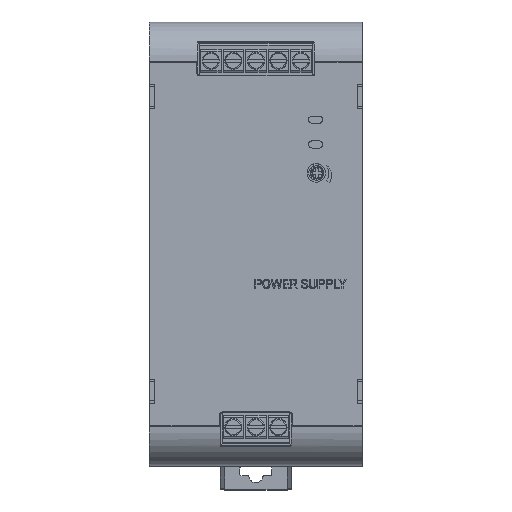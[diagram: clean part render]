
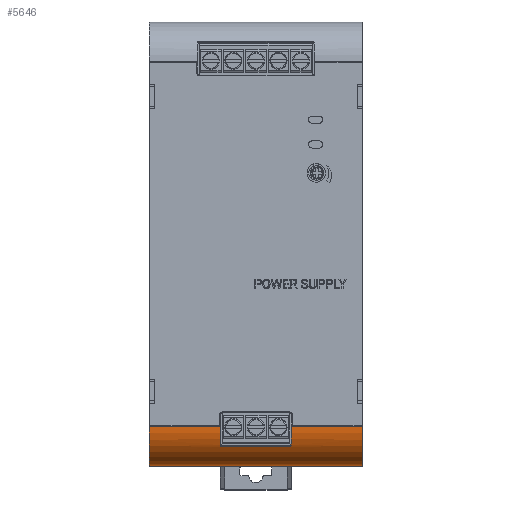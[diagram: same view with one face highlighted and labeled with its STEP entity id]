
A CAD part, top view. The second image highlights one B-rep face of the part: STEP entity #5646.
In plain terms, the highlighted cylindrical face has radius 11.2 mm (diameter 22.4 mm), a partial arc.
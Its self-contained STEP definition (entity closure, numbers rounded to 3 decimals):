
#189 = EDGE_CURVE ( 'NONE', #45515, #8897, #50020, .T. ) ;
#574 = CARTESIAN_POINT ( 'NONE',  ( -9.573, -57.099, 68.382 ) ) ;
#1305 = EDGE_CURVE ( 'NONE', #8897, #66013, #27304, .T. ) ;
#2487 = CARTESIAN_POINT ( 'NONE',  ( 30., -51.3, 58.8 ) ) ;
#5646 = ADVANCED_FACE ( 'NONE', ( #15174 ), #73492, .T. ) ;
#5797 = DIRECTION ( 'NONE',  ( 1., 0., 0. ) ) ;
#7750 = CARTESIAN_POINT ( 'NONE',  ( -9.909, -56.895, 68.502 ) ) ;
#7987 = DIRECTION ( 'NONE',  ( -1., 0., 0. ) ) ;
#8111 = CARTESIAN_POINT ( 'NONE',  ( -9.5, -57.1, 68.381 ) ) ;
#8112 = B_SPLINE_CURVE_WITH_KNOTS ( 'NONE', 3,
 ( #66066, #574, #78995, #21611, #57474, #59364, #88053, #7750, #22542, #50295, #65597, #94280 ),
 .UNSPECIFIED., .F., .F.,
 ( 4, 2, 2, 2, 2, 4 ),
 ( 0., 0.25, 0.375, 0.5, 0.75, 1. ),
 .UNSPECIFIED. ) ;
#8897 = VERTEX_POINT ( 'NONE', #89280 ) ;
#10252 = DIRECTION ( 'NONE',  ( -1., 0., 0. ) ) ;
#11440 = CARTESIAN_POINT ( 'NONE',  ( 9.773, -57.04, 68.418 ) ) ;
#11619 = CARTESIAN_POINT ( 'NONE',  ( 9.5, -57.1, 68.381 ) ) ;
#13100 = DIRECTION ( 'NONE',  ( 0., 0., 1. ) ) ;
#13430 = CARTESIAN_POINT ( 'NONE',  ( -10., -57.1, 68.381 ) ) ;
#13896 = AXIS2_PLACEMENT_3D ( 'NONE', #80023, #34610, #13100 ) ;
#15174 = FACE_OUTER_BOUND ( 'NONE', #46786, .T. ) ;
#16503 = CARTESIAN_POINT ( 'NONE',  ( 30., -51.3, 70. ) ) ;
#17303 = CARTESIAN_POINT ( 'NONE',  ( -30., -62.5, 58.8 ) ) ;
#19077 = CARTESIAN_POINT ( 'NONE',  ( 9.954, -56.812, 68.55 ) ) ;
#20066 = EDGE_CURVE ( 'NONE', #43689, #24299, #22553, .T. ) ;
#20599 = DIRECTION ( 'NONE',  ( 1., 0., 0. ) ) ;
#20612 = CARTESIAN_POINT ( 'NONE',  ( -30., -51.3, 70. ) ) ;
#21466 = CIRCLE ( 'NONE', #13896, 11.2 ) ;
#21611 = CARTESIAN_POINT ( 'NONE',  ( -9.734, -57.043, 68.415 ) ) ;
#22542 = CARTESIAN_POINT ( 'NONE',  ( -9.943, -56.84, 68.534 ) ) ;
#22553 = CIRCLE ( 'NONE', #54612, 11.2 ) ;
#24299 = VERTEX_POINT ( 'NONE', #94643 ) ;
#25777 = VECTOR ( 'NONE', #5797, 1000. ) ;
#25780 = CARTESIAN_POINT ( 'NONE',  ( 9.989, -56.722, 68.6 ) ) ;
#27197 = CARTESIAN_POINT ( 'NONE',  ( 9.646, -57.098, 68.382 ) ) ;
#27285 = DIRECTION ( 'NONE',  ( 0., 0., 1. ) ) ;
#27304 = LINE ( 'NONE', #20612, #25777 ) ;
#27353 = B_SPLINE_CURVE_WITH_KNOTS ( 'NONE', 3,
 ( #54950, #85556, #25780, #19077, #91273, #55419, #76941, #11440, #27197, #69766 ),
 .UNSPECIFIED., .F., .F.,
 ( 4, 2, 2, 2, 4 ),
 ( 0., 0.25, 0.375, 0.5, 1. ),
 .UNSPECIFIED. ) ;
#32858 = VERTEX_POINT ( 'NONE', #17303 ) ;
#34610 = DIRECTION ( 'NONE',  ( -1., 0., 0. ) ) ;
#36103 = VECTOR ( 'NONE', #20599, 1000. ) ;
#36221 = CARTESIAN_POINT ( 'NONE',  ( -30., -51.3, 70. ) ) ;
#36222 = DIRECTION ( 'NONE',  ( 0., 0., 1. ) ) ;
#37154 = DIRECTION ( 'NONE',  ( 0., 0., 1. ) ) ;
#38129 = VERTEX_POINT ( 'NONE', #11619 ) ;
#38937 = DIRECTION ( 'NONE',  ( 1., 0., 0. ) ) ;
#42865 = EDGE_CURVE ( 'NONE', #47387, #24299, #8112, .T. ) ;
#43357 = ORIENTED_EDGE ( 'NONE', *, *, #85323, .T. ) ;
#43689 = VERTEX_POINT ( 'NONE', #94061 ) ;
#44328 = CARTESIAN_POINT ( 'NONE',  ( -30., -51.3, 58.8 ) ) ;
#45515 = VERTEX_POINT ( 'NONE', #69910 ) ;
#46786 = EDGE_LOOP ( 'NONE', ( #66944, #93269, #78133, #68952, #86740, #85637, #52691, #43357, #85167, #56523 ) ) ;
#47387 = VERTEX_POINT ( 'NONE', #8111 ) ;
#50020 = CIRCLE ( 'NONE', #80628, 11.2 ) ;
#50295 = CARTESIAN_POINT ( 'NONE',  ( -9.989, -56.723, 68.6 ) ) ;
#52691 = ORIENTED_EDGE ( 'NONE', *, *, #189, .F. ) ;
#52761 = EDGE_CURVE ( 'NONE', #60298, #32858, #66023, .T. ) ;
#54612 = AXIS2_PLACEMENT_3D ( 'NONE', #75294, #38937, #36222 ) ;
#54950 = CARTESIAN_POINT ( 'NONE',  ( 10., -56.6, 68.667 ) ) ;
#55419 = CARTESIAN_POINT ( 'NONE',  ( 9.906, -56.893, 68.503 ) ) ;
#55959 = AXIS2_PLACEMENT_3D ( 'NONE', #2487, #85640, #27285 ) ;
#56523 = ORIENTED_EDGE ( 'NONE', *, *, #42865, .T. ) ;
#57474 = CARTESIAN_POINT ( 'NONE',  ( -9.763, -57.027, 68.425 ) ) ;
#58823 = VECTOR ( 'NONE', #65389, 1000. ) ;
#59364 = CARTESIAN_POINT ( 'NONE',  ( -9.817, -56.988, 68.448 ) ) ;
#60298 = VERTEX_POINT ( 'NONE', #72035 ) ;
#61402 = DIRECTION ( 'NONE',  ( 0., 0., -1. ) ) ;
#64241 = EDGE_CURVE ( 'NONE', #94138, #43689, #86913, .T. ) ;
#65389 = DIRECTION ( 'NONE',  ( 1., 0., 0. ) ) ;
#65597 = CARTESIAN_POINT ( 'NONE',  ( -10., -56.663, 68.633 ) ) ;
#65749 = AXIS2_PLACEMENT_3D ( 'NONE', #44328, #7987, #37154 ) ;
#66013 = VERTEX_POINT ( 'NONE', #16503 ) ;
#66023 = LINE ( 'NONE', #79434, #88550 ) ;
#66066 = CARTESIAN_POINT ( 'NONE',  ( -9.5, -57.1, 68.381 ) ) ;
#66944 = ORIENTED_EDGE ( 'NONE', *, *, #20066, .F. ) ;
#68952 = ORIENTED_EDGE ( 'NONE', *, *, #52761, .F. ) ;
#69766 = CARTESIAN_POINT ( 'NONE',  ( 9.5, -57.1, 68.381 ) ) ;
#69910 = CARTESIAN_POINT ( 'NONE',  ( 10., -56.6, 68.667 ) ) ;
#71310 = DIRECTION ( 'NONE',  ( -1., 0., 0. ) ) ;
#72035 = CARTESIAN_POINT ( 'NONE',  ( 30., -62.5, 58.8 ) ) ;
#73492 = CYLINDRICAL_SURFACE ( 'NONE', #65749, 11.2 ) ;
#75290 = CARTESIAN_POINT ( 'NONE',  ( 10., -51.3, 58.8 ) ) ;
#75294 = CARTESIAN_POINT ( 'NONE',  ( -10., -51.3, 58.8 ) ) ;
#76827 = EDGE_CURVE ( 'NONE', #32858, #94138, #21466, .T. ) ;
#76941 = CARTESIAN_POINT ( 'NONE',  ( 9.888, -56.917, 68.49 ) ) ;
#78133 = ORIENTED_EDGE ( 'NONE', *, *, #76827, .F. ) ;
#78464 = LINE ( 'NONE', #13430, #36103 ) ;
#78995 = CARTESIAN_POINT ( 'NONE',  ( -9.642, -57.084, 68.391 ) ) ;
#79434 = CARTESIAN_POINT ( 'NONE',  ( -30., -62.5, 58.8 ) ) ;
#80023 = CARTESIAN_POINT ( 'NONE',  ( -30., -51.3, 58.8 ) ) ;
#80628 = AXIS2_PLACEMENT_3D ( 'NONE', #75290, #10252, #61402 ) ;
#85167 = ORIENTED_EDGE ( 'NONE', *, *, #92193, .F. ) ;
#85323 = EDGE_CURVE ( 'NONE', #45515, #38129, #27353, .T. ) ;
#85556 = CARTESIAN_POINT ( 'NONE',  ( 10., -56.663, 68.633 ) ) ;
#85637 = ORIENTED_EDGE ( 'NONE', *, *, #1305, .F. ) ;
#85640 = DIRECTION ( 'NONE',  ( 1., 0., 0. ) ) ;
#86740 = ORIENTED_EDGE ( 'NONE', *, *, #92147, .F. ) ;
#86913 = LINE ( 'NONE', #36221, #58823 ) ;
#88053 = CARTESIAN_POINT ( 'NONE',  ( -9.843, -56.965, 68.462 ) ) ;
#88550 = VECTOR ( 'NONE', #71310, 1000. ) ;
#89280 = CARTESIAN_POINT ( 'NONE',  ( 10., -51.3, 70. ) ) ;
#89616 = CIRCLE ( 'NONE', #55959, 11.2 ) ;
#91273 = CARTESIAN_POINT ( 'NONE',  ( 9.94, -56.84, 68.534 ) ) ;
#91880 = CARTESIAN_POINT ( 'NONE',  ( -30., -51.3, 70. ) ) ;
#92147 = EDGE_CURVE ( 'NONE', #66013, #60298, #89616, .T. ) ;
#92193 = EDGE_CURVE ( 'NONE', #47387, #38129, #78464, .T. ) ;
#93269 = ORIENTED_EDGE ( 'NONE', *, *, #64241, .F. ) ;
#94061 = CARTESIAN_POINT ( 'NONE',  ( -10., -51.3, 70. ) ) ;
#94138 = VERTEX_POINT ( 'NONE', #91880 ) ;
#94280 = CARTESIAN_POINT ( 'NONE',  ( -10., -56.6, 68.667 ) ) ;
#94643 = CARTESIAN_POINT ( 'NONE',  ( -10., -56.6, 68.667 ) ) ;
